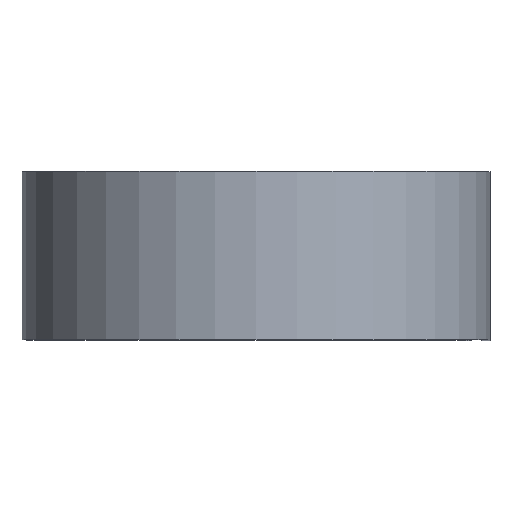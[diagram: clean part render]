
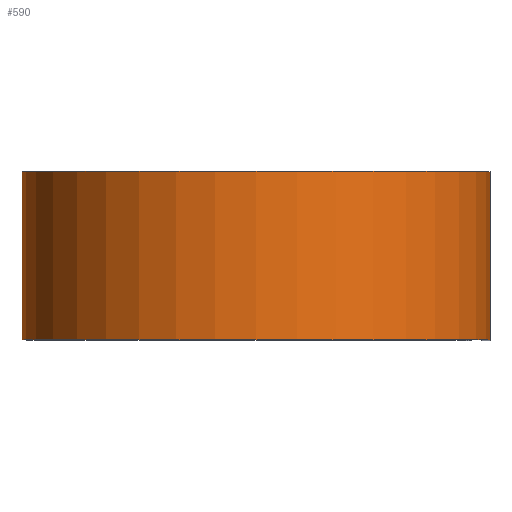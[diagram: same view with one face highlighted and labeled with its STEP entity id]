
A CAD part, top view. The second image highlights one B-rep face of the part: STEP entity #590.
In plain terms, the highlighted cylindrical face has radius 35.344 mm (diameter 70.688 mm), a partial arc.
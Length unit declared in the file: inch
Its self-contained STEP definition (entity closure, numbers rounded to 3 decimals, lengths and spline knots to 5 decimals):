
#19 = CARTESIAN_POINT ( 'NONE',  ( 1.3915, 0.5, 0. ) ) ;
#24 = VERTEX_POINT ( 'NONE', #94 ) ;
#82 = ORIENTED_EDGE ( 'NONE', *, *, #418, .T. ) ;
#94 = CARTESIAN_POINT ( 'NONE',  ( 0., -0.5, -1.3915 ) ) ;
#109 = VERTEX_POINT ( 'NONE', #618 ) ;
#124 = ORIENTED_EDGE ( 'NONE', *, *, #484, .T. ) ;
#133 = DIRECTION ( 'NONE',  ( 0., -1., 0. ) ) ;
#142 = CARTESIAN_POINT ( 'NONE',  ( 0., 0.5, -1.3915 ) ) ;
#146 = DIRECTION ( 'NONE',  ( 0., -1., 0. ) ) ;
#156 = DIRECTION ( 'NONE',  ( 1., 0., 0. ) ) ;
#158 = AXIS2_PLACEMENT_3D ( 'NONE', #507, #395, #156 ) ;
#183 = CIRCLE ( 'NONE', #158, 1.3915 ) ;
#197 = EDGE_CURVE ( 'NONE', #725, #557, #330, .T. ) ;
#200 = CARTESIAN_POINT ( 'NONE',  ( 0., 0.5, 0. ) ) ;
#207 = DIRECTION ( 'NONE',  ( 0., 0., -1. ) ) ;
#247 = CARTESIAN_POINT ( 'NONE',  ( 0., 0.5, 0. ) ) ;
#248 = CARTESIAN_POINT ( 'NONE',  ( 1.3915, -0.5, 0. ) ) ;
#262 = EDGE_CURVE ( 'NONE', #109, #725, #701, .T. ) ;
#277 = DIRECTION ( 'NONE',  ( 1., 0., 0. ) ) ;
#281 = DIRECTION ( 'NONE',  ( 0., 1., 0. ) ) ;
#325 = VECTOR ( 'NONE', #412, 39.37008 ) ;
#330 = LINE ( 'NONE', #461, #325 ) ;
#395 = DIRECTION ( 'NONE',  ( 0., 1., 0. ) ) ;
#412 = DIRECTION ( 'NONE',  ( 0., -1., 0. ) ) ;
#418 = EDGE_CURVE ( 'NONE', #109, #24, #716, .T. ) ;
#461 = CARTESIAN_POINT ( 'NONE',  ( 1.3915, 0.5, 0. ) ) ;
#484 = EDGE_CURVE ( 'NONE', #24, #557, #183, .T. ) ;
#507 = CARTESIAN_POINT ( 'NONE',  ( 0., -0.5, 0. ) ) ;
#514 = CYLINDRICAL_SURFACE ( 'NONE', #520, 1.3915 ) ;
#520 = AXIS2_PLACEMENT_3D ( 'NONE', #200, #146, #207 ) ;
#536 = FACE_OUTER_BOUND ( 'NONE', #664, .T. ) ;
#554 = ORIENTED_EDGE ( 'NONE', *, *, #262, .F. ) ;
#557 = VERTEX_POINT ( 'NONE', #248 ) ;
#590 = ADVANCED_FACE ( 'NONE', ( #536 ), #514, .T. ) ;
#595 = ORIENTED_EDGE ( 'NONE', *, *, #197, .F. ) ;
#618 = CARTESIAN_POINT ( 'NONE',  ( 0., 0.5, -1.3915 ) ) ;
#658 = VECTOR ( 'NONE', #133, 39.37008 ) ;
#664 = EDGE_LOOP ( 'NONE', ( #124, #595, #554, #82 ) ) ;
#665 = AXIS2_PLACEMENT_3D ( 'NONE', #247, #281, #277 ) ;
#701 = CIRCLE ( 'NONE', #665, 1.3915 ) ;
#716 = LINE ( 'NONE', #142, #658 ) ;
#725 = VERTEX_POINT ( 'NONE', #19 ) ;
